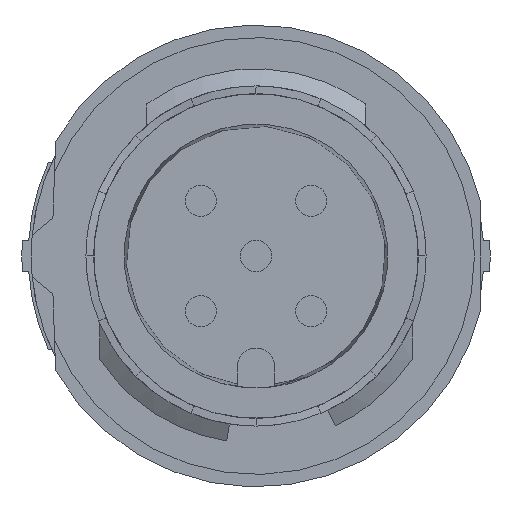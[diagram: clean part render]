
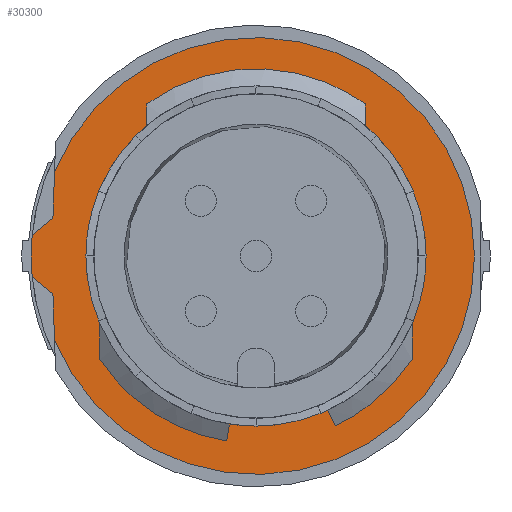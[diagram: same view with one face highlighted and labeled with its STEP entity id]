
A CAD part, left-side view. The second image highlights one B-rep face of the part: STEP entity #30300.
In plain terms, the highlighted planar face has unit normal (-1, 0, 0).
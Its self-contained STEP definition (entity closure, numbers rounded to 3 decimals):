
#27160=CARTESIAN_POINT('',(-37.678,7.2,
0.));
#27170=VERTEX_POINT('',#27160);
#27200=CARTESIAN_POINT('',(-37.678,0.,
0.));
#27210=DIRECTION('',(1.,0.,0.));
#27220=DIRECTION('',(0.,1.,0.));
#27230=AXIS2_PLACEMENT_3D('',#27200,#27210,#27220);
#27240=CIRCLE('',#27230,7.2);
#27250=CARTESIAN_POINT('',(-37.678,7.168,
-0.675));
#27260=VERTEX_POINT('',#27250);
#27270=EDGE_CURVE('',#27260,#27170,#27240,.T.);
#28160=CARTESIAN_POINT('',(-37.678,-6.975,
-12.128));
#28170=DIRECTION('',(0.,0.777,
0.629));
#28180=VECTOR('',#28170,1.);
#28190=LINE('',#28160,#28180);
#28200=CARTESIAN_POINT('',(-37.678,6.507,
-1.21));
#28210=VERTEX_POINT('',#28200);
#28220=EDGE_CURVE('',#28210,#27260,#28190,.T.);
#28490=CARTESIAN_POINT('',(-37.678,6.55,
0.));
#28500=DIRECTION('',(0.,0.035,
0.999));
#28510=VECTOR('',#28500,1.);
#28520=LINE('',#28490,#28510);
#28530=CARTESIAN_POINT('',(-37.678,6.455,
-2.708));
#28540=VERTEX_POINT('',#28530);
#28550=EDGE_CURVE('',#28540,#28210,#28520,.T.);
#29600=CARTESIAN_POINT('',(-37.678,0.,
0.));
#29610=DIRECTION('',(-1.,0.,0.));
#29620=DIRECTION('',(0.,0.,-1.));
#29630=AXIS2_PLACEMENT_3D('',#29600,#29610,#29620);
#29640=CIRCLE('',#29630,7.);
#29650=CARTESIAN_POINT('',(-37.678,6.455,
2.708));
#29660=VERTEX_POINT('',#29650);
#29670=EDGE_CURVE('',#28540,#29660,#29640,.T.);
#29860=CARTESIAN_POINT('',(-37.678,-6.225,
0.));
#29870=DIRECTION('',(-1.,0.,0.));
#29880=DIRECTION('',(0.,0.,-1.));
#29890=AXIS2_PLACEMENT_3D('',#29860,#29870,#29880);
#29900=PLANE('',#29890);
#29910=CARTESIAN_POINT('',(-37.678,0.,
0.));
#29920=DIRECTION('',(1.,0.,0.));
#29930=DIRECTION('',(0.,0.966,
0.259));
#29940=AXIS2_PLACEMENT_3D('',#29910,#29920,#29930);
#29950=CIRCLE('',#29940,5.45);
#29960=CARTESIAN_POINT('',(-37.678,5.264,
1.411));
#29970=VERTEX_POINT('',#29960);
#29980=CARTESIAN_POINT('',(-37.678,-5.264,
-1.411));
#29990=VERTEX_POINT('',#29980);
#30000=EDGE_CURVE('',#29970,#29990,#29950,.T.);
#30010=ORIENTED_EDGE('',*,*,#30000,.T.);
#30020=EDGE_CURVE('',#29990,#29970,#29950,.T.);
#30030=ORIENTED_EDGE('',*,*,#30020,.T.);
#30040=EDGE_LOOP('',(#30030,#30010));
#30050=FACE_BOUND('',#30040,.T.);
#30060=CARTESIAN_POINT('',(-37.678,-6.975,
12.128));
#30070=DIRECTION('',(0.,-0.777,
0.629));
#30080=VECTOR('',#30070,1.);
#30090=LINE('',#30060,#30080);
#30100=CARTESIAN_POINT('',(-37.678,7.168,
0.675));
#30110=VERTEX_POINT('',#30100);
#30120=CARTESIAN_POINT('',(-37.678,6.507,
1.21));
#30130=VERTEX_POINT('',#30120);
#30140=EDGE_CURVE('',#30110,#30130,#30090,.T.);
#30150=ORIENTED_EDGE('',*,*,#30140,.F.);
#30160=CARTESIAN_POINT('',(-37.678,6.55,
0.));
#30170=DIRECTION('',(0.,-0.035,
0.999));
#30180=VECTOR('',#30170,1.);
#30190=LINE('',#30160,#30180);
#30200=EDGE_CURVE('',#30130,#29660,#30190,.T.);
#30210=ORIENTED_EDGE('',*,*,#30200,.F.);
#30220=ORIENTED_EDGE('',*,*,#29670,.T.);
#30230=ORIENTED_EDGE('',*,*,#28550,.F.);
#30240=ORIENTED_EDGE('',*,*,#28220,.F.);
#30250=ORIENTED_EDGE('',*,*,#27270,.F.);
#30260=EDGE_CURVE('',#27170,#30110,#27240,.T.);
#30270=ORIENTED_EDGE('',*,*,#30260,.F.);
#30280=EDGE_LOOP('',(#30270,#30250,#30240,#30230,#30220,#30210,#30150));
#30290=FACE_OUTER_BOUND('',#30280,.T.);
#30300=ADVANCED_FACE('',(#30050,#30290),#29900,.T.);
